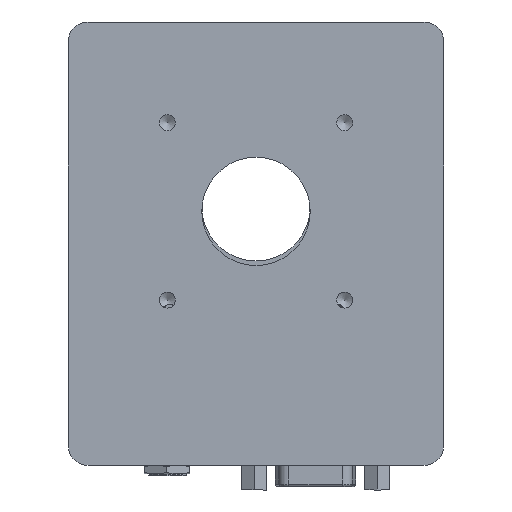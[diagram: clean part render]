
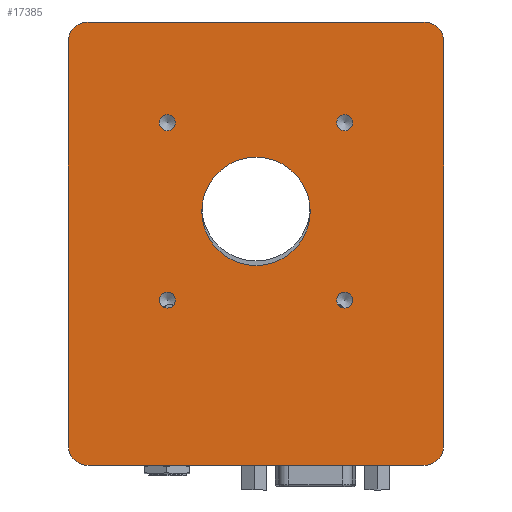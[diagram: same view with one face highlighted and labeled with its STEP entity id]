
A CAD part, left-side view. The second image highlights one B-rep face of the part: STEP entity #17385.
In plain terms, the highlighted face is planar.
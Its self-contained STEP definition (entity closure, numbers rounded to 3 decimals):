
#985=FACE_BOUND('',#3020,.T.);
#986=FACE_BOUND('',#3021,.T.);
#987=FACE_BOUND('',#3022,.T.);
#988=FACE_BOUND('',#3023,.T.);
#989=FACE_BOUND('',#3024,.T.);
#1215=PLANE('',#18766);
#1946=FACE_OUTER_BOUND('',#3019,.T.);
#3019=EDGE_LOOP('',(#13000,#13001,#13002,#13003,#13004,#13005,#13006,#13007));
#3020=EDGE_LOOP('',(#13008));
#3021=EDGE_LOOP('',(#13009));
#3022=EDGE_LOOP('',(#13010));
#3023=EDGE_LOOP('',(#13011));
#3024=EDGE_LOOP('',(#13012));
#4096=LINE('',#26191,#5364);
#4344=LINE('',#27023,#5612);
#4347=LINE('',#27031,#5615);
#4350=LINE('',#27039,#5618);
#5364=VECTOR('',#20941,10.);
#5612=VECTOR('',#21731,10.);
#5615=VECTOR('',#21740,10.);
#5618=VECTOR('',#21749,10.);
#6505=CIRCLE('',#18617,1.621);
#6508=CIRCLE('',#18621,1.621);
#6532=CIRCLE('',#18664,1.621);
#6534=CIRCLE('',#18668,1.621);
#6571=CIRCLE('',#18752,11.);
#6573=CIRCLE('',#18756,4.);
#6574=CIRCLE('',#18759,4.);
#6575=CIRCLE('',#18762,4.);
#6576=CIRCLE('',#18765,4.);
#7412=VERTEX_POINT('',#26188);
#7413=VERTEX_POINT('',#26190);
#7574=VERTEX_POINT('',#26693);
#7576=VERTEX_POINT('',#26700);
#7611=VERTEX_POINT('',#26805);
#7614=VERTEX_POINT('',#26814);
#7671=VERTEX_POINT('',#27011);
#7673=VERTEX_POINT('',#27018);
#7674=VERTEX_POINT('',#27022);
#7675=VERTEX_POINT('',#27026);
#7676=VERTEX_POINT('',#27030);
#7677=VERTEX_POINT('',#27034);
#7678=VERTEX_POINT('',#27038);
#9242=EDGE_CURVE('',#7413,#7412,#4096,.T.);
#9464=EDGE_CURVE('',#7574,#7574,#6505,.T.);
#9468=EDGE_CURVE('',#7576,#7576,#6508,.T.);
#9519=EDGE_CURVE('',#7611,#7611,#6532,.T.);
#9523=EDGE_CURVE('',#7614,#7614,#6534,.T.);
#9616=EDGE_CURVE('',#7671,#7671,#6571,.T.);
#9619=EDGE_CURVE('',#7673,#7413,#6573,.T.);
#9621=EDGE_CURVE('',#7674,#7673,#4344,.T.);
#9623=EDGE_CURVE('',#7675,#7674,#6574,.T.);
#9625=EDGE_CURVE('',#7676,#7675,#4347,.T.);
#9627=EDGE_CURVE('',#7677,#7676,#6575,.T.);
#9629=EDGE_CURVE('',#7678,#7677,#4350,.T.);
#9631=EDGE_CURVE('',#7412,#7678,#6576,.T.);
#13000=ORIENTED_EDGE('',*,*,#9631,.T.);
#13001=ORIENTED_EDGE('',*,*,#9629,.T.);
#13002=ORIENTED_EDGE('',*,*,#9627,.T.);
#13003=ORIENTED_EDGE('',*,*,#9625,.T.);
#13004=ORIENTED_EDGE('',*,*,#9623,.T.);
#13005=ORIENTED_EDGE('',*,*,#9621,.T.);
#13006=ORIENTED_EDGE('',*,*,#9619,.T.);
#13007=ORIENTED_EDGE('',*,*,#9242,.T.);
#13008=ORIENTED_EDGE('',*,*,#9464,.T.);
#13009=ORIENTED_EDGE('',*,*,#9519,.T.);
#13010=ORIENTED_EDGE('',*,*,#9523,.T.);
#13011=ORIENTED_EDGE('',*,*,#9468,.T.);
#13012=ORIENTED_EDGE('',*,*,#9616,.T.);
#17385=ADVANCED_FACE('',(#1946,#985,#986,#987,#988,#989),#1215,.T.);
#18617=AXIS2_PLACEMENT_3D('',#26694,#21361,#21362);
#18621=AXIS2_PLACEMENT_3D('',#26701,#21370,#21371);
#18664=AXIS2_PLACEMENT_3D('',#26806,#21483,#21484);
#18668=AXIS2_PLACEMENT_3D('',#26815,#21493,#21494);
#18752=AXIS2_PLACEMENT_3D('',#27012,#21717,#21718);
#18756=AXIS2_PLACEMENT_3D('',#27019,#21726,#21727);
#18759=AXIS2_PLACEMENT_3D('',#27027,#21735,#21736);
#18762=AXIS2_PLACEMENT_3D('',#27035,#21744,#21745);
#18765=AXIS2_PLACEMENT_3D('',#27042,#21753,#21754);
#18766=AXIS2_PLACEMENT_3D('',#27043,#21755,#21756);
#20941=DIRECTION('',(1.,0.,0.));
#21361=DIRECTION('center_axis',(0.,0.,-1.));
#21362=DIRECTION('ref_axis',(1.,0.,0.));
#21370=DIRECTION('center_axis',(0.,0.,-1.));
#21371=DIRECTION('ref_axis',(1.,0.,0.));
#21483=DIRECTION('center_axis',(0.,0.,-1.));
#21484=DIRECTION('ref_axis',(1.,0.,0.));
#21493=DIRECTION('center_axis',(0.,0.,-1.));
#21494=DIRECTION('ref_axis',(1.,0.,0.));
#21717=DIRECTION('center_axis',(0.,0.,-1.));
#21718=DIRECTION('ref_axis',(-1.,0.,0.));
#21726=DIRECTION('center_axis',(0.,0.,1.));
#21727=DIRECTION('ref_axis',(-1.,0.,0.));
#21731=DIRECTION('',(0.,-1.,0.));
#21735=DIRECTION('center_axis',(0.,0.,1.));
#21736=DIRECTION('ref_axis',(0.,1.,0.));
#21740=DIRECTION('',(-1.,0.,0.));
#21744=DIRECTION('center_axis',(0.,0.,1.));
#21745=DIRECTION('ref_axis',(1.,0.,0.));
#21749=DIRECTION('',(0.,1.,0.));
#21753=DIRECTION('center_axis',(0.,0.,1.));
#21754=DIRECTION('ref_axis',(0.,-1.,0.));
#21755=DIRECTION('center_axis',(0.,0.,1.));
#21756=DIRECTION('ref_axis',(1.,0.,0.));
#26188=CARTESIAN_POINT('',(41.,-38.1,9.4));
#26190=CARTESIAN_POINT('',(-41.,-38.1,9.4));
#26191=CARTESIAN_POINT('',(-41.,-38.1,9.4));
#26693=CARTESIAN_POINT('',(9.829,-18.,9.4));
#26694=CARTESIAN_POINT('Origin',(11.45,-18.,9.4));
#26700=CARTESIAN_POINT('',(9.829,18.,9.4));
#26701=CARTESIAN_POINT('Origin',(11.45,18.,9.4));
#26805=CARTESIAN_POINT('',(-26.171,18.,9.4));
#26806=CARTESIAN_POINT('Origin',(-24.55,18.,9.4));
#26814=CARTESIAN_POINT('',(-26.171,-18.,9.4));
#26815=CARTESIAN_POINT('Origin',(-24.55,-18.,9.4));
#27011=CARTESIAN_POINT('',(4.45,0.,9.4));
#27012=CARTESIAN_POINT('Origin',(-6.55,0.,9.4));
#27018=CARTESIAN_POINT('',(-45.,-34.1,9.4));
#27019=CARTESIAN_POINT('Origin',(-41.,-34.1,9.4));
#27022=CARTESIAN_POINT('',(-45.,34.1,9.4));
#27023=CARTESIAN_POINT('',(-45.,34.1,9.4));
#27026=CARTESIAN_POINT('',(-41.,38.1,9.4));
#27027=CARTESIAN_POINT('Origin',(-41.,34.1,9.4));
#27030=CARTESIAN_POINT('',(41.,38.1,9.4));
#27031=CARTESIAN_POINT('',(41.,38.1,9.4));
#27034=CARTESIAN_POINT('',(45.,34.1,9.4));
#27035=CARTESIAN_POINT('Origin',(41.,34.1,9.4));
#27038=CARTESIAN_POINT('',(45.,-34.1,9.4));
#27039=CARTESIAN_POINT('',(45.,-34.1,9.4));
#27042=CARTESIAN_POINT('Origin',(41.,-34.1,9.4));
#27043=CARTESIAN_POINT('Origin',(0.,0.,9.4));
